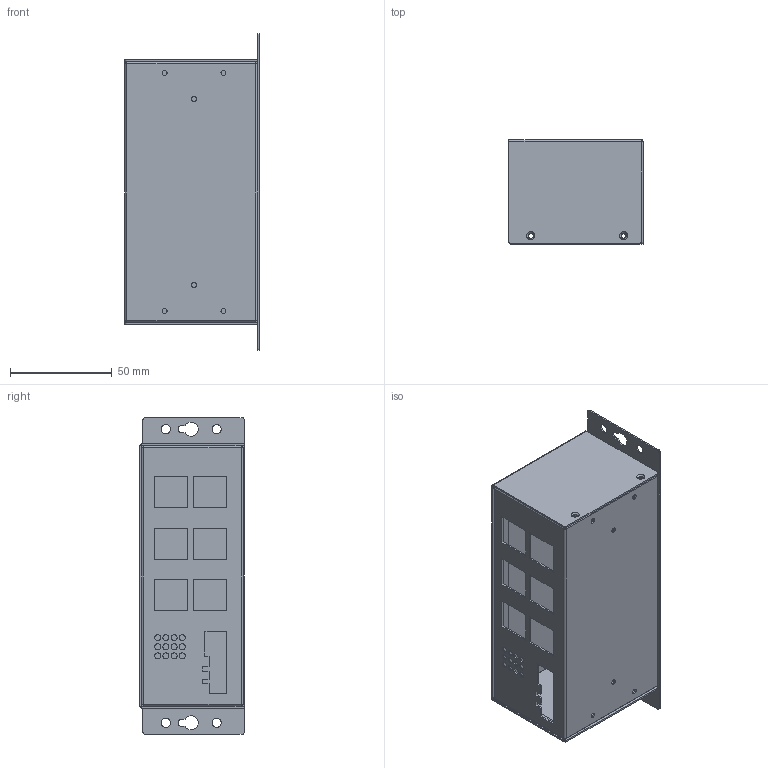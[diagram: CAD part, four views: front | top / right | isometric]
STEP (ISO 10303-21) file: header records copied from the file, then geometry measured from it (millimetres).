
FILE_DESCRIPTION(/* description */ (''),/* implementation_level */ '2;1');
FILE_NAME(/* name */ 'Assembly1.stp',/* time_stamp */ '2018-12-13T15:24:58-05:00',/* author */ ('Kieran'),/* organization */ (''),/* preprocessor_version */ 'ST-DEVELOPER v16.13',/* originating_system */ 'Autodesk Inventor 2018',/* authorisation */ '');
FILE_SCHEMA (('AUTOMOTIVE_DESIGN { 1 0 10303 214 3 1 1 }'));
Length unit declared in the file: millimetre
Products named in the file (3): Assembly1; USBG-12U2ML; USBG-12U2ML-Top
Assembly tree (2 placements, depth 2):
  Assembly1
    USBG-12U2ML
    USBG-12U2ML-Top
Bounding box: 66 x 51.25 x 156 mm (x, y, z)
Volume: 31109.8 mm3; surface area: 79369 mm2
Topology: 2 solids, 2 shells, 343 faces, 919 edges, 607 vertices
Faces by surface type: plane 192, bspline 73, cylinder 70, cone 8
Full cylindrical faces by diameter (mm): 2.459 x14, 2.5 x6, 3 x12, 4.5 x4, 5.25 x2
Entity records: 12749 total; most frequent: CARTESIAN_POINT 4639, ORIENTED_EDGE 1666, DIRECTION 1417, EDGE_CURVE 833, VERTEX_POINT 556, LINE 549, VECTOR 549, EDGE_LOOP 491
